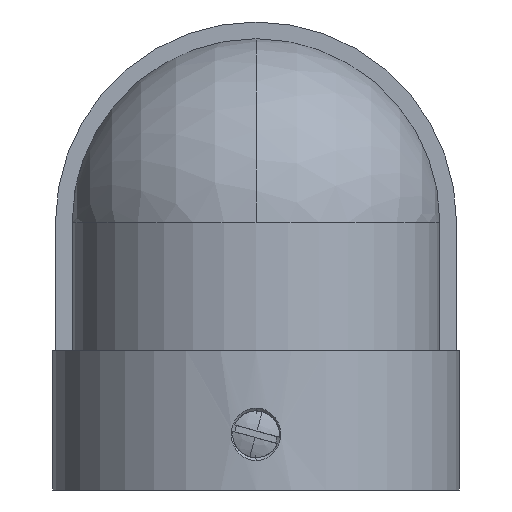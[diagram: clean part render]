
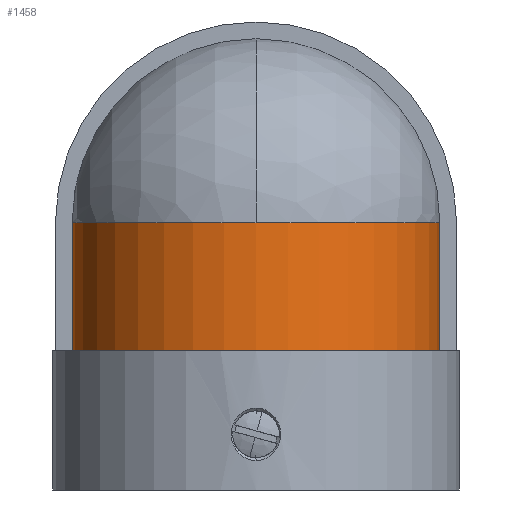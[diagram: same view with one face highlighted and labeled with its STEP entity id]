
A CAD part, front view. The second image highlights one B-rep face of the part: STEP entity #1458.
In plain terms, the highlighted cylindrical face has radius 33 mm (diameter 66 mm), a partial arc.
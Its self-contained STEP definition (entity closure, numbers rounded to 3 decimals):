
#74 = VERTEX_POINT ( 'NONE', #2080 ) ;
#80 = EDGE_CURVE ( 'NONE', #2923, #88, #1583, .T. ) ;
#88 = VERTEX_POINT ( 'NONE', #1522 ) ;
#197 = DIRECTION ( 'NONE',  ( 0., 0., -1. ) ) ;
#212 = ORIENTED_EDGE ( 'NONE', *, *, #1352, .F. ) ;
#273 = DIRECTION ( 'NONE',  ( 0., 0., 1. ) ) ;
#295 = EDGE_CURVE ( 'NONE', #2212, #74, #2756, .T. ) ;
#353 = CARTESIAN_POINT ( 'NONE',  ( -33., -110., 48. ) ) ;
#360 = CIRCLE ( 'NONE', #1650, 33. ) ;
#425 = DIRECTION ( 'NONE',  ( 0., 0., 1. ) ) ;
#734 = CIRCLE ( 'NONE', #2634, 33. ) ;
#865 = VECTOR ( 'NONE', #3345, 1000. ) ;
#907 = DIRECTION ( 'NONE',  ( 1., 0., 0. ) ) ;
#996 = DIRECTION ( 'NONE',  ( 1., 0., 0. ) ) ;
#1004 = ORIENTED_EDGE ( 'NONE', *, *, #2447, .F. ) ;
#1183 = ORIENTED_EDGE ( 'NONE', *, *, #2306, .F. ) ;
#1199 = DIRECTION ( 'NONE',  ( 1., 0., 0. ) ) ;
#1251 = DIRECTION ( 'NONE',  ( 0., 0., 1. ) ) ;
#1352 = EDGE_CURVE ( 'NONE', #2923, #1585, #360, .T. ) ;
#1458 = ADVANCED_FACE ( 'NONE', ( #3048 ), #1700, .T. ) ;
#1459 = CARTESIAN_POINT ( 'NONE',  ( 0., -110., 48. ) ) ;
#1522 = CARTESIAN_POINT ( 'NONE',  ( 33., -110., 48. ) ) ;
#1583 = LINE ( 'NONE', #3139, #865 ) ;
#1585 = VERTEX_POINT ( 'NONE', #2352 ) ;
#1650 = AXIS2_PLACEMENT_3D ( 'NONE', #2490, #197, #996 ) ;
#1700 = CYLINDRICAL_SURFACE ( 'NONE', #3120, 33. ) ;
#1754 = CARTESIAN_POINT ( 'NONE',  ( 0., -110., -268.517 ) ) ;
#2068 = LINE ( 'NONE', #2344, #3378 ) ;
#2080 = CARTESIAN_POINT ( 'NONE',  ( 0., -143., 48. ) ) ;
#2141 = EDGE_LOOP ( 'NONE', ( #212, #3075, #1183, #2297, #1004 ) ) ;
#2212 = VERTEX_POINT ( 'NONE', #353 ) ;
#2280 = DIRECTION ( 'NONE',  ( 1., 0., 0. ) ) ;
#2297 = ORIENTED_EDGE ( 'NONE', *, *, #295, .F. ) ;
#2306 = EDGE_CURVE ( 'NONE', #74, #88, #734, .T. ) ;
#2344 = CARTESIAN_POINT ( 'NONE',  ( -33., -110., -268.517 ) ) ;
#2352 = CARTESIAN_POINT ( 'NONE',  ( -33., -110., 25. ) ) ;
#2447 = EDGE_CURVE ( 'NONE', #1585, #2212, #2068, .T. ) ;
#2490 = CARTESIAN_POINT ( 'NONE',  ( 0., -110., 25. ) ) ;
#2634 = AXIS2_PLACEMENT_3D ( 'NONE', #1459, #425, #1199 ) ;
#2740 = CARTESIAN_POINT ( 'NONE',  ( 0., -110., 48. ) ) ;
#2756 = CIRCLE ( 'NONE', #2874, 33. ) ;
#2874 = AXIS2_PLACEMENT_3D ( 'NONE', #2740, #3318, #907 ) ;
#2923 = VERTEX_POINT ( 'NONE', #3245 ) ;
#3048 = FACE_OUTER_BOUND ( 'NONE', #2141, .T. ) ;
#3075 = ORIENTED_EDGE ( 'NONE', *, *, #80, .T. ) ;
#3120 = AXIS2_PLACEMENT_3D ( 'NONE', #1754, #1251, #2280 ) ;
#3139 = CARTESIAN_POINT ( 'NONE',  ( 33., -110., -268.517 ) ) ;
#3245 = CARTESIAN_POINT ( 'NONE',  ( 33., -110., 25. ) ) ;
#3318 = DIRECTION ( 'NONE',  ( 0., 0., 1. ) ) ;
#3345 = DIRECTION ( 'NONE',  ( 0., 0., 1. ) ) ;
#3378 = VECTOR ( 'NONE', #273, 1000. ) ;
